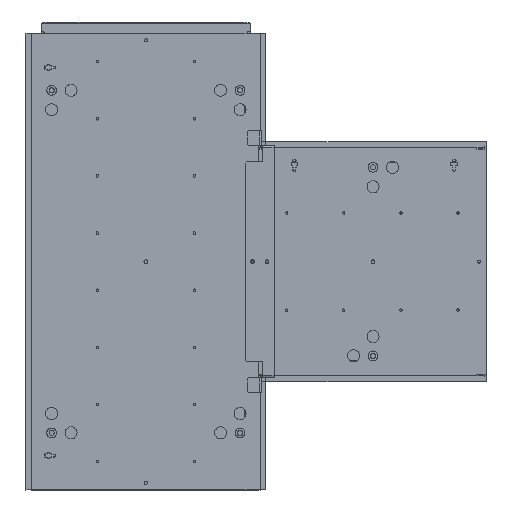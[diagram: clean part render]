
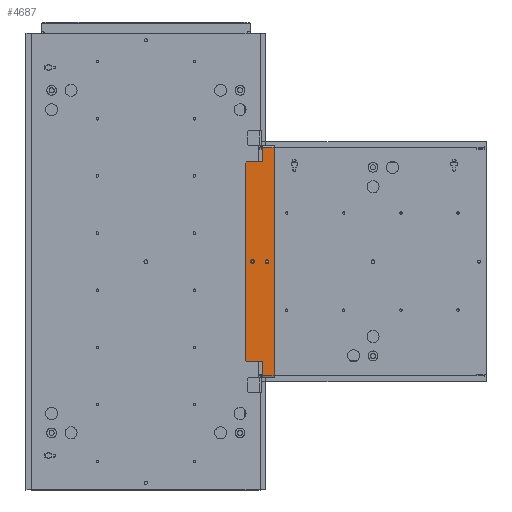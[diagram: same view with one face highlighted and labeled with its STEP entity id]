
A CAD part, front view. The second image highlights one B-rep face of the part: STEP entity #4687.
In plain terms, the highlighted planar face has unit normal (0, -1, 0).
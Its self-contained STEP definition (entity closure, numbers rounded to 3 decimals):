
#1516 = VERTEX_POINT ( 'NONE', #15606 ) ;
#3048 = LINE ( 'NONE', #30096, #56140 ) ;
#3777 = FACE_BOUND ( 'NONE', #57169, .T. ) ;
#4019 = ORIENTED_EDGE ( 'NONE', *, *, #17725, .F. ) ;
#4145 = VERTEX_POINT ( 'NONE', #9304 ) ;
#4297 = CARTESIAN_POINT ( 'NONE',  ( 404.74, 0., 419.99 ) ) ;
#4587 = FACE_OUTER_BOUND ( 'NONE', #34251, .T. ) ;
#4618 = EDGE_CURVE ( 'NONE', #25296, #12787, #20391, .T. ) ;
#4687 = ADVANCED_FACE ( 'NONE', ( #3777, #37821, #4587 ), #44241, .F. ) ;
#7267 = ORIENTED_EDGE ( 'NONE', *, *, #25350, .T. ) ;
#8311 = ORIENTED_EDGE ( 'NONE', *, *, #15294, .T. ) ;
#9031 = DIRECTION ( 'NONE',  ( 1., 0., 0. ) ) ;
#9099 = EDGE_CURVE ( 'NONE', #57295, #27651, #46739, .T. ) ;
#9304 = CARTESIAN_POINT ( 'NONE',  ( 204.59, 0., 429.74 ) ) ;
#9382 = EDGE_CURVE ( 'NONE', #4145, #33316, #42407, .T. ) ;
#9774 = EDGE_CURVE ( 'NONE', #13084, #36196, #31257, .T. ) ;
#9778 = LINE ( 'NONE', #50675, #13782 ) ;
#10133 = DIRECTION ( 'NONE',  ( 0., 0., -1. ) ) ;
#10306 = CARTESIAN_POINT ( 'NONE',  ( 579.37, 0., 379.74 ) ) ;
#12074 = VERTEX_POINT ( 'NONE', #49555 ) ;
#12787 = VERTEX_POINT ( 'NONE', #41828 ) ;
#13084 = VERTEX_POINT ( 'NONE', #25883 ) ;
#13672 = AXIS2_PLACEMENT_3D ( 'NONE', #65056, #14347, #49788 ) ;
#13782 = VECTOR ( 'NONE', #19472, 1000. ) ;
#14321 = DIRECTION ( 'NONE',  ( 0.707, 0., 0.707 ) ) ;
#14347 = DIRECTION ( 'NONE',  ( 0., 1., 0. ) ) ;
#14521 = ORIENTED_EDGE ( 'NONE', *, *, #46370, .T. ) ;
#15261 = VECTOR ( 'NONE', #26964, 1000. ) ;
#15294 = EDGE_CURVE ( 'NONE', #12074, #37010, #45765, .T. ) ;
#15606 = CARTESIAN_POINT ( 'NONE',  ( 404.74, 0., 394.49 ) ) ;
#16218 = ORIENTED_EDGE ( 'NONE', *, *, #55477, .T. ) ;
#16479 = AXIS2_PLACEMENT_3D ( 'NONE', #49168, #49389, #54480 ) ;
#17725 = EDGE_CURVE ( 'NONE', #54525, #4145, #20815, .T. ) ;
#19472 = DIRECTION ( 'NONE',  ( 1., 0., 0. ) ) ;
#19754 = CARTESIAN_POINT ( 'NONE',  ( 232.109, 0., 379.74 ) ) ;
#19863 = LINE ( 'NONE', #47302, #27817 ) ;
#20391 = LINE ( 'NONE', #47815, #62424 ) ;
#20815 = LINE ( 'NONE', #20981, #15261 ) ;
#20981 = CARTESIAN_POINT ( 'NONE',  ( 204.59, 0., 379.74 ) ) ;
#21483 = ORIENTED_EDGE ( 'NONE', *, *, #9382, .F. ) ;
#21591 = CIRCLE ( 'NONE', #46198, 2.5 ) ;
#21680 = DIRECTION ( 'NONE',  ( 1., 0., 0. ) ) ;
#22712 = VERTEX_POINT ( 'NONE', #44304 ) ;
#23178 = AXIS2_PLACEMENT_3D ( 'NONE', #54221, #59295, #24321 ) ;
#23510 = ORIENTED_EDGE ( 'NONE', *, *, #4618, .T. ) ;
#24321 = DIRECTION ( 'NONE',  ( 0., 0., 1. ) ) ;
#24543 = VECTOR ( 'NONE', #44565, 1000. ) ;
#25296 = VERTEX_POINT ( 'NONE', #45253 ) ;
#25350 = EDGE_CURVE ( 'NONE', #36196, #13084, #30428, .T. ) ;
#25398 = VERTEX_POINT ( 'NONE', #51232 ) ;
#25883 = CARTESIAN_POINT ( 'NONE',  ( 404.74, 0., 414.99 ) ) ;
#26695 = CARTESIAN_POINT ( 'NONE',  ( 204.59, 0., 408.74 ) ) ;
#26840 = DIRECTION ( 'NONE',  ( 0., 0., 1. ) ) ;
#26964 = DIRECTION ( 'NONE',  ( 0., 0., 1. ) ) ;
#27245 = CARTESIAN_POINT ( 'NONE',  ( 201.99, 0., 429.74 ) ) ;
#27651 = VERTEX_POINT ( 'NONE', #32818 ) ;
#27672 = DIRECTION ( 'NONE',  ( 1., 0., 0. ) ) ;
#27817 = VECTOR ( 'NONE', #31748, 1000. ) ;
#30096 = CARTESIAN_POINT ( 'NONE',  ( 230.109, 0., 379.74 ) ) ;
#30428 = CIRCLE ( 'NONE', #57216, 2.5 ) ;
#31257 = CIRCLE ( 'NONE', #13672, 2.5 ) ;
#31748 = DIRECTION ( 'NONE',  ( 0., 0., -1. ) ) ;
#32765 = LINE ( 'NONE', #10306, #50196 ) ;
#32818 = CARTESIAN_POINT ( 'NONE',  ( 232.109, 0., 379.74 ) ) ;
#33316 = VERTEX_POINT ( 'NONE', #52720 ) ;
#34251 = EDGE_LOOP ( 'NONE', ( #51967, #8311, #37232, #23510, #61471, #21483, #4019, #59062, #58070, #60882 ) ) ;
#36196 = VERTEX_POINT ( 'NONE', #4297 ) ;
#37010 = VERTEX_POINT ( 'NONE', #46906 ) ;
#37232 = ORIENTED_EDGE ( 'NONE', *, *, #45584, .T. ) ;
#37821 = FACE_BOUND ( 'NONE', #55783, .T. ) ;
#39166 = EDGE_CURVE ( 'NONE', #27651, #12074, #9778, .T. ) ;
#39760 = ORIENTED_EDGE ( 'NONE', *, *, #9774, .T. ) ;
#41062 = CARTESIAN_POINT ( 'NONE',  ( 404.74, 0., 417.49 ) ) ;
#41828 = CARTESIAN_POINT ( 'NONE',  ( 604.89, 0., 408.74 ) ) ;
#42335 = CARTESIAN_POINT ( 'NONE',  ( 404.74, 0., 391.99 ) ) ;
#42407 = LINE ( 'NONE', #27245, #43989 ) ;
#43989 = VECTOR ( 'NONE', #21680, 1000. ) ;
#44241 = PLANE ( 'NONE',  #23178 ) ;
#44304 = CARTESIAN_POINT ( 'NONE',  ( 404.74, 0., 389.49 ) ) ;
#44565 = DIRECTION ( 'NONE',  ( 0.707, 0., -0.707 ) ) ;
#45253 = CARTESIAN_POINT ( 'NONE',  ( 579.37, 0., 408.74 ) ) ;
#45584 = EDGE_CURVE ( 'NONE', #37010, #25296, #32765, .T. ) ;
#45765 = LINE ( 'NONE', #58626, #56837 ) ;
#46198 = AXIS2_PLACEMENT_3D ( 'NONE', #42335, #47668, #26840 ) ;
#46370 = EDGE_CURVE ( 'NONE', #1516, #22712, #21591, .T. ) ;
#46739 = LINE ( 'NONE', #19754, #24543 ) ;
#46906 = CARTESIAN_POINT ( 'NONE',  ( 579.37, 0., 381.74 ) ) ;
#47302 = CARTESIAN_POINT ( 'NONE',  ( 604.89, 0., 429.74 ) ) ;
#47668 = DIRECTION ( 'NONE',  ( 0., 1., 0. ) ) ;
#47815 = CARTESIAN_POINT ( 'NONE',  ( 604.37, 0., 408.74 ) ) ;
#49168 = CARTESIAN_POINT ( 'NONE',  ( 404.74, 0., 391.99 ) ) ;
#49389 = DIRECTION ( 'NONE',  ( 0., 1., 0. ) ) ;
#49555 = CARTESIAN_POINT ( 'NONE',  ( 577.37, 0., 379.74 ) ) ;
#49788 = DIRECTION ( 'NONE',  ( 0., 0., -1. ) ) ;
#50196 = VECTOR ( 'NONE', #55520, 1000. ) ;
#50675 = CARTESIAN_POINT ( 'NONE',  ( 201.99, 0., 379.74 ) ) ;
#51232 = CARTESIAN_POINT ( 'NONE',  ( 230.109, 0., 408.74 ) ) ;
#51300 = EDGE_CURVE ( 'NONE', #54525, #25398, #64433, .T. ) ;
#51967 = ORIENTED_EDGE ( 'NONE', *, *, #39166, .T. ) ;
#52720 = CARTESIAN_POINT ( 'NONE',  ( 604.89, 0., 429.74 ) ) ;
#54221 = CARTESIAN_POINT ( 'NONE',  ( 201.99, 0., 429.74 ) ) ;
#54480 = DIRECTION ( 'NONE',  ( 0., 0., 1. ) ) ;
#54525 = VERTEX_POINT ( 'NONE', #26695 ) ;
#54545 = EDGE_CURVE ( 'NONE', #33316, #12787, #19863, .T. ) ;
#55373 = CIRCLE ( 'NONE', #16479, 2.5 ) ;
#55477 = EDGE_CURVE ( 'NONE', #22712, #1516, #55373, .T. ) ;
#55520 = DIRECTION ( 'NONE',  ( 0., 0., 1. ) ) ;
#55605 = EDGE_CURVE ( 'NONE', #25398, #57295, #3048, .T. ) ;
#55783 = EDGE_LOOP ( 'NONE', ( #14521, #16218 ) ) ;
#56140 = VECTOR ( 'NONE', #10133, 1000. ) ;
#56540 = DIRECTION ( 'NONE',  ( 0., 0., -1. ) ) ;
#56837 = VECTOR ( 'NONE', #14321, 1000. ) ;
#57169 = EDGE_LOOP ( 'NONE', ( #7267, #39760 ) ) ;
#57216 = AXIS2_PLACEMENT_3D ( 'NONE', #41062, #61433, #56540 ) ;
#57295 = VERTEX_POINT ( 'NONE', #61449 ) ;
#57315 = VECTOR ( 'NONE', #9031, 1000. ) ;
#58070 = ORIENTED_EDGE ( 'NONE', *, *, #55605, .T. ) ;
#58626 = CARTESIAN_POINT ( 'NONE',  ( 579.37, 0., 381.74 ) ) ;
#59062 = ORIENTED_EDGE ( 'NONE', *, *, #51300, .T. ) ;
#59295 = DIRECTION ( 'NONE',  ( 0., 1., 0. ) ) ;
#60882 = ORIENTED_EDGE ( 'NONE', *, *, #9099, .T. ) ;
#61433 = DIRECTION ( 'NONE',  ( 0., 1., 0. ) ) ;
#61449 = CARTESIAN_POINT ( 'NONE',  ( 230.109, 0., 381.74 ) ) ;
#61471 = ORIENTED_EDGE ( 'NONE', *, *, #54545, .F. ) ;
#62424 = VECTOR ( 'NONE', #27672, 1000. ) ;
#64433 = LINE ( 'NONE', #65047, #57315 ) ;
#65047 = CARTESIAN_POINT ( 'NONE',  ( 205.109, 0., 408.74 ) ) ;
#65056 = CARTESIAN_POINT ( 'NONE',  ( 404.74, 0., 417.49 ) ) ;
